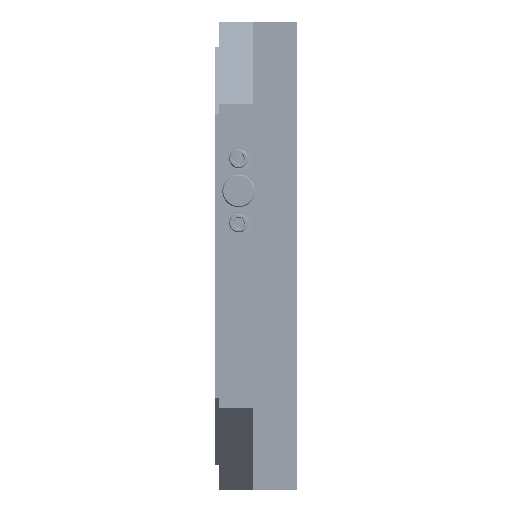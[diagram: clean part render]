
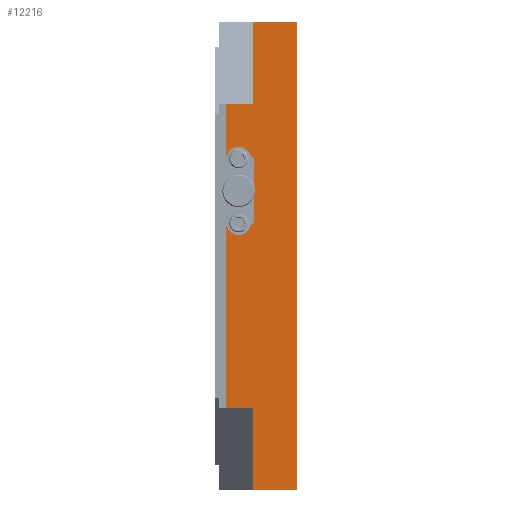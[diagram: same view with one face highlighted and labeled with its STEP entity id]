
A CAD part, left-side view. The second image highlights one B-rep face of the part: STEP entity #12216.
In plain terms, the highlighted planar face has unit normal (-1, 0, 0).
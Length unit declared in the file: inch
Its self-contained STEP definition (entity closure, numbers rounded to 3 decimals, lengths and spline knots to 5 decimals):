
#170 = VERTEX_POINT ( 'NONE', #106468 ) ;
#550 = VERTEX_POINT ( 'NONE', #55490 ) ;
#602 = DIRECTION ( 'NONE',  ( 0., 0., 1. ) ) ;
#4372 = CARTESIAN_POINT ( 'NONE',  ( -0.14, 0.416, 0. ) ) ;
#4518 = VERTEX_POINT ( 'NONE', #15615 ) ;
#6618 = DIRECTION ( 'NONE',  ( 0., 0., -1. ) ) ;
#10041 = DIRECTION ( 'NONE',  ( 0., 0., 1. ) ) ;
#10309 = CARTESIAN_POINT ( 'NONE',  ( -0.14, 0.4, -3.36 ) ) ;
#10706 = LINE ( 'NONE', #93511, #111280 ) ;
#12025 = CARTESIAN_POINT ( 'NONE',  ( -0.14, 0.6, 0.14 ) ) ;
#12105 = CARTESIAN_POINT ( 'NONE',  ( -0.14, 0.4, 0.14 ) ) ;
#12216 = ADVANCED_FACE ( 'NONE', ( #50031, #102218, #78578 ), #71014, .F. ) ;
#13159 = DIRECTION ( 'NONE',  ( 0., 0., 1. ) ) ;
#15615 = CARTESIAN_POINT ( 'NONE',  ( -0.14, 0.505, -0.8475 ) ) ;
#15661 = VERTEX_POINT ( 'NONE', #49859 ) ;
#15865 = VERTEX_POINT ( 'NONE', #126452 ) ;
#18812 = DIRECTION ( 'NONE',  ( 1., 0., 0. ) ) ;
#19609 = DIRECTION ( 'NONE',  ( 0., -1., 0. ) ) ;
#20534 = ORIENTED_EDGE ( 'NONE', *, *, #115123, .F. ) ;
#23912 = VERTEX_POINT ( 'NONE', #51305 ) ;
#25713 = CIRCLE ( 'NONE', #43074, 0.035 ) ;
#26602 = VERTEX_POINT ( 'NONE', #12105 ) ;
#26747 = VECTOR ( 'NONE', #19609, 39.37008 ) ;
#27184 = VECTOR ( 'NONE', #114181, 39.37008 ) ;
#27276 = CARTESIAN_POINT ( 'NONE',  ( -0.14, 0.505, -1.3285 ) ) ;
#27810 = EDGE_CURVE ( 'NONE', #58434, #43739, #43568, .T. ) ;
#31132 = DIRECTION ( 'NONE',  ( 0., 0., 1. ) ) ;
#31582 = ORIENTED_EDGE ( 'NONE', *, *, #27810, .F. ) ;
#32386 = EDGE_CURVE ( 'NONE', #43739, #47105, #110686, .T. ) ;
#33870 = DIRECTION ( 'NONE',  ( -1., 0., 0. ) ) ;
#35687 = CARTESIAN_POINT ( 'NONE',  ( -0.14, 0.505, -0.9175 ) ) ;
#37226 = ORIENTED_EDGE ( 'NONE', *, *, #120329, .T. ) ;
#37610 = CARTESIAN_POINT ( 'NONE',  ( -0.14, 0.6, -2.74987 ) ) ;
#37689 = EDGE_CURVE ( 'NONE', #4518, #123327, #93568, .T. ) ;
#42255 = LINE ( 'NONE', #10309, #106519 ) ;
#42644 = LINE ( 'NONE', #12025, #83959 ) ;
#43062 = AXIS2_PLACEMENT_3D ( 'NONE', #48714, #18812, #6618 ) ;
#43074 = AXIS2_PLACEMENT_3D ( 'NONE', #101902, #33870, #64399 ) ;
#43568 = LINE ( 'NONE', #105887, #44935 ) ;
#43739 = VERTEX_POINT ( 'NONE', #100625 ) ;
#44935 = VECTOR ( 'NONE', #95739, 39.37008 ) ;
#45051 = CARTESIAN_POINT ( 'NONE',  ( -0.14, 0.505, -1.3635 ) ) ;
#45666 = EDGE_LOOP ( 'NONE', ( #62474, #130286 ) ) ;
#46391 = CARTESIAN_POINT ( 'NONE',  ( -0.14, 0.6, 0.14 ) ) ;
#47105 = VERTEX_POINT ( 'NONE', #124330 ) ;
#48714 = CARTESIAN_POINT ( 'NONE',  ( -0.14, 0.6, 0.14 ) ) ;
#49859 = CARTESIAN_POINT ( 'NONE',  ( -0.14, 0.4, -2.74987 ) ) ;
#50031 = FACE_BOUND ( 'NONE', #108390, .T. ) ;
#51305 = CARTESIAN_POINT ( 'NONE',  ( -0.14, 0.4, -3.36 ) ) ;
#51629 = ORIENTED_EDGE ( 'NONE', *, *, #125777, .F. ) ;
#52259 = EDGE_CURVE ( 'NONE', #15661, #58434, #82405, .T. ) ;
#55195 = EDGE_CURVE ( 'NONE', #15865, #107815, #25713, .T. ) ;
#55490 = CARTESIAN_POINT ( 'NONE',  ( -0.14, 0.416, -0.9605 ) ) ;
#56540 = AXIS2_PLACEMENT_3D ( 'NONE', #45051, #95917, #13159 ) ;
#56986 = EDGE_CURVE ( 'NONE', #125899, #123453, #126532, .T. ) ;
#58225 = EDGE_CURVE ( 'NONE', #107815, #15865, #99931, .T. ) ;
#58434 = VERTEX_POINT ( 'NONE', #37610 ) ;
#61667 = CARTESIAN_POINT ( 'NONE',  ( -0.14, 0.6, -3.36 ) ) ;
#62294 = DIRECTION ( 'NONE',  ( -1., 0., 0. ) ) ;
#62474 = ORIENTED_EDGE ( 'NONE', *, *, #37689, .F. ) ;
#63933 = DIRECTION ( 'NONE',  ( 0., 0., 1. ) ) ;
#64399 = DIRECTION ( 'NONE',  ( 0., 0., 1. ) ) ;
#64769 = DIRECTION ( 'NONE',  ( 0., 0., -1. ) ) ;
#65690 = DIRECTION ( 'NONE',  ( 0., -1., 0. ) ) ;
#68618 = EDGE_CURVE ( 'NONE', #131549, #26602, #10706, .T. ) ;
#68944 = ORIENTED_EDGE ( 'NONE', *, *, #55195, .F. ) ;
#69608 = ORIENTED_EDGE ( 'NONE', *, *, #58225, .F. ) ;
#69807 = EDGE_CURVE ( 'NONE', #123327, #4518, #102779, .T. ) ;
#69811 = LINE ( 'NONE', #61667, #26747 ) ;
#70238 = CARTESIAN_POINT ( 'NONE',  ( -0.14, 0.4, -0.47013 ) ) ;
#71014 = PLANE ( 'NONE',  #43062 ) ;
#71858 = ORIENTED_EDGE ( 'NONE', *, *, #32386, .F. ) ;
#75308 = ORIENTED_EDGE ( 'NONE', *, *, #97511, .F. ) ;
#78578 = FACE_OUTER_BOUND ( 'NONE', #91722, .T. ) ;
#79897 = VECTOR ( 'NONE', #132483, 39.37008 ) ;
#82405 = LINE ( 'NONE', #91879, #107042 ) ;
#83454 = CARTESIAN_POINT ( 'NONE',  ( -0.14, 0., -0.9605 ) ) ;
#83727 = ORIENTED_EDGE ( 'NONE', *, *, #117125, .T. ) ;
#83959 = VECTOR ( 'NONE', #10041, 39.37008 ) ;
#85174 = DIRECTION ( 'NONE',  ( 0., 0., 1. ) ) ;
#85986 = EDGE_CURVE ( 'NONE', #131549, #113997, #124373, .T. ) ;
#88450 = DIRECTION ( 'NONE',  ( 0., -1., 0. ) ) ;
#88536 = DIRECTION ( 'NONE',  ( 0., 0., 1. ) ) ;
#88624 = ORIENTED_EDGE ( 'NONE', *, *, #85986, .T. ) ;
#91186 = ORIENTED_EDGE ( 'NONE', *, *, #56986, .F. ) ;
#91722 = EDGE_LOOP ( 'NONE', ( #91186, #75308, #107482, #88624, #118124, #37226, #20534, #71858, #31582, #109484, #51629, #83727 ) ) ;
#91879 = CARTESIAN_POINT ( 'NONE',  ( -0.14, 0.4, -2.74987 ) ) ;
#93150 = CARTESIAN_POINT ( 'NONE',  ( -0.14, 0.4, -0.47013 ) ) ;
#93511 = CARTESIAN_POINT ( 'NONE',  ( -0.14, 0.4, 0.14 ) ) ;
#93568 = CIRCLE ( 'NONE', #132573, 0.035 ) ;
#95739 = DIRECTION ( 'NONE',  ( 0., 0., 1. ) ) ;
#95917 = DIRECTION ( 'NONE',  ( -1., 0., 0. ) ) ;
#96143 = CARTESIAN_POINT ( 'NONE',  ( -0.14, 0.6, -0.47013 ) ) ;
#96586 = CARTESIAN_POINT ( 'NONE',  ( -0.14, 0.07, 0.14 ) ) ;
#97511 = EDGE_CURVE ( 'NONE', #26602, #125899, #121665, .T. ) ;
#97747 = CARTESIAN_POINT ( 'NONE',  ( -0.14, 0.07, 0.14 ) ) ;
#98516 = CARTESIAN_POINT ( 'NONE',  ( -0.14, 0., -1.2855 ) ) ;
#99931 = CIRCLE ( 'NONE', #56540, 0.035 ) ;
#100625 = CARTESIAN_POINT ( 'NONE',  ( -0.14, 0.6, -1.2855 ) ) ;
#100737 = CARTESIAN_POINT ( 'NONE',  ( -0.14, 0.07, -3.36 ) ) ;
#101362 = CARTESIAN_POINT ( 'NONE',  ( -0.14, 0.505, -0.8825 ) ) ;
#101902 = CARTESIAN_POINT ( 'NONE',  ( -0.14, 0.505, -1.3635 ) ) ;
#102218 = FACE_BOUND ( 'NONE', #45666, .T. ) ;
#102779 = CIRCLE ( 'NONE', #115853, 0.035 ) ;
#105053 = LINE ( 'NONE', #83454, #114571 ) ;
#105887 = CARTESIAN_POINT ( 'NONE',  ( -0.14, 0.6, 0.14 ) ) ;
#106468 = CARTESIAN_POINT ( 'NONE',  ( -0.14, 0.6, -0.9605 ) ) ;
#106519 = VECTOR ( 'NONE', #63933, 39.37008 ) ;
#107042 = VECTOR ( 'NONE', #133311, 39.37008 ) ;
#107482 = ORIENTED_EDGE ( 'NONE', *, *, #68618, .F. ) ;
#107532 = VECTOR ( 'NONE', #88450, 39.37008 ) ;
#107815 = VERTEX_POINT ( 'NONE', #27276 ) ;
#108126 = EDGE_CURVE ( 'NONE', #170, #113997, #42644, .T. ) ;
#108390 = EDGE_LOOP ( 'NONE', ( #69608, #68944 ) ) ;
#109484 = ORIENTED_EDGE ( 'NONE', *, *, #52259, .F. ) ;
#110686 = LINE ( 'NONE', #98516, #79897 ) ;
#110761 = VECTOR ( 'NONE', #85174, 39.37008 ) ;
#111280 = VECTOR ( 'NONE', #602, 39.37008 ) ;
#112612 = VECTOR ( 'NONE', #64769, 39.37008 ) ;
#113997 = VERTEX_POINT ( 'NONE', #96143 ) ;
#114181 = DIRECTION ( 'NONE',  ( 0., 1., 0. ) ) ;
#114571 = VECTOR ( 'NONE', #65690, 39.37008 ) ;
#115123 = EDGE_CURVE ( 'NONE', #47105, #550, #125864, .T. ) ;
#115853 = AXIS2_PLACEMENT_3D ( 'NONE', #101362, #131315, #88536 ) ;
#117125 = EDGE_CURVE ( 'NONE', #23912, #123453, #69811, .T. ) ;
#118124 = ORIENTED_EDGE ( 'NONE', *, *, #108126, .F. ) ;
#120329 = EDGE_CURVE ( 'NONE', #170, #550, #105053, .T. ) ;
#121665 = LINE ( 'NONE', #46391, #107532 ) ;
#123327 = VERTEX_POINT ( 'NONE', #35687 ) ;
#123453 = VERTEX_POINT ( 'NONE', #100737 ) ;
#124030 = CARTESIAN_POINT ( 'NONE',  ( -0.14, 0.505, -0.8825 ) ) ;
#124330 = CARTESIAN_POINT ( 'NONE',  ( -0.14, 0.416, -1.2855 ) ) ;
#124373 = LINE ( 'NONE', #93150, #27184 ) ;
#125777 = EDGE_CURVE ( 'NONE', #23912, #15661, #42255, .T. ) ;
#125864 = LINE ( 'NONE', #4372, #110761 ) ;
#125899 = VERTEX_POINT ( 'NONE', #97747 ) ;
#126452 = CARTESIAN_POINT ( 'NONE',  ( -0.14, 0.505, -1.3985 ) ) ;
#126532 = LINE ( 'NONE', #96586, #112612 ) ;
#130286 = ORIENTED_EDGE ( 'NONE', *, *, #69807, .F. ) ;
#131315 = DIRECTION ( 'NONE',  ( -1., 0., 0. ) ) ;
#131549 = VERTEX_POINT ( 'NONE', #70238 ) ;
#132483 = DIRECTION ( 'NONE',  ( 0., -1., 0. ) ) ;
#132573 = AXIS2_PLACEMENT_3D ( 'NONE', #124030, #62294, #31132 ) ;
#133311 = DIRECTION ( 'NONE',  ( 0., 1., 0. ) ) ;
